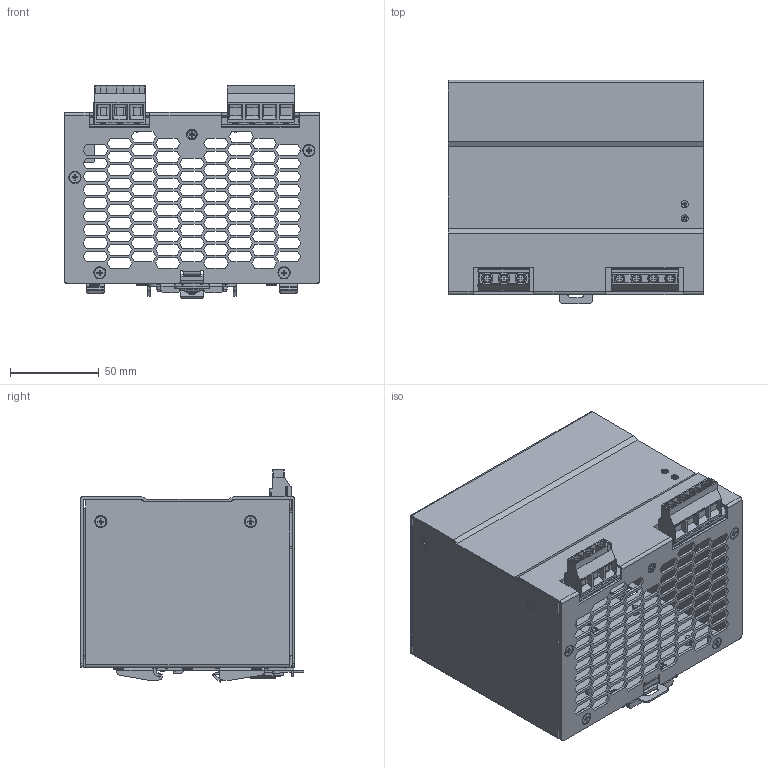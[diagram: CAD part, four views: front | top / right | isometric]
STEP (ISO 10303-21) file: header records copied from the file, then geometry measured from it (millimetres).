
FILE_DESCRIPTION (( 'STEP AP214' ), '1' );
FILE_NAME ('PSB24-480S.STEP', '2015-10-29T13:58:08', ( '' ), ( '' ), 'SwSTEP 2.0', 'SolidWorks 2014', '' );
FILE_SCHEMA (( 'AUTOMOTIVE_DESIGN' ));
Length unit declared in the file: inch
Products named in the file (26): 3461303000_2; ASSY_DCT-1232_ASM; EE_LED350_1; 3462552602_BUS_SPCC; 3350141900_RIVET; 3076698146; 3076698046_1; 2968123203_DCT-1232; ASSY_DCT-1234_ASM; 2968123403_DCT-1234; ASSY_PWB_MAIN_ASM_1; 3461420800_STAND_OFF_M3; 0604101305_VR550; 3105472900; MAINBOARD; 3105039100; 3202315200_2; 3103000600; 3268209100_2; 3100000600_1; 330309120000; ASSY_LATCH_50X100_ASM_2; 330309110101; 3462026200_2; 3460088100_2; PSB24-480S
Assembly tree (57 placements, depth 3):
  PSB24-480S
    330309110101
    330309120000
    3268209100_2
    3202315200_2
    ASSY_PWB_MAIN_ASM_1
      MAINBOARD
      0604101305_VR550
      3461420800_STAND_OFF_M3  x3
    ASSY_DCT-1234_ASM
      2968123403_DCT-1234
      3461420800_STAND_OFF_M3  x2
    ASSY_DCT-1232_ASM
      2968123203_DCT-1232
      3076698046_1
      3076698146
      3350141900_RIVET  x7
      3462552602_BUS_SPCC  x2
      EE_LED350_1
    ASSY_LATCH_50X100_ASM_2
      3461303000_2
      3460088100_2
      3462026200_2
    3100000600_1  x9
    3103000600  x8
    3105039100  x6
    3105472900  x2
Bounding box: 144.1 x 126 x 119.74 mm (x, y, z)
Volume: 186125.5 mm3; surface area: 264995.4 mm2
Topology: 55 solids, 55 shells, 4850 faces, 12615 edges, 7892 vertices
Faces by surface type: plane 3215, cylinder 764, bspline 459, cone 302, torus 108, sphere 2
Entity records: 125255 total; most frequent: CARTESIAN_POINT 28311, ORIENTED_EDGE 19942, DIRECTION 17714, EDGE_CURVE 9971, LINE 8026, VECTOR 8026, VERTEX_POINT 6522, AXIS2_PLACEMENT_3D 4844
